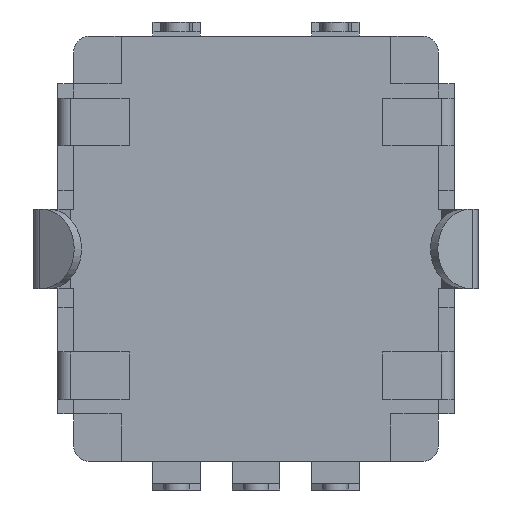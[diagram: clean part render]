
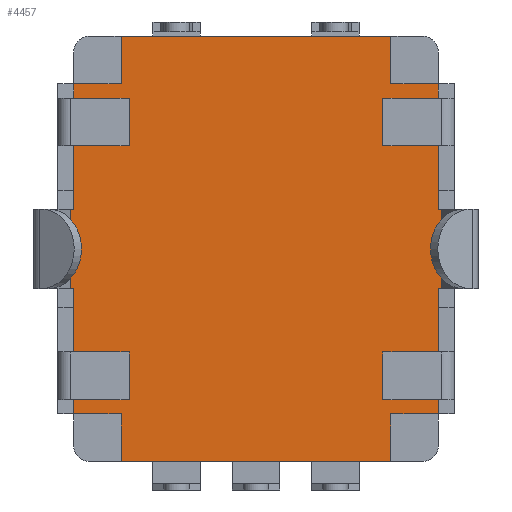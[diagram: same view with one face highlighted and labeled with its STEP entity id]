
A CAD part, front view. The second image highlights one B-rep face of the part: STEP entity #4457.
In plain terms, the highlighted planar face has unit normal (0, -1, 0).
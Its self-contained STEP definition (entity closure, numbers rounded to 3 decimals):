
#22=DIRECTION('',(0.,0.,-1.));
#23=VECTOR('',#22,0.45);
#24=CARTESIAN_POINT('',(-5.75,0.1,-4.75));
#25=LINE('',#24,#23);
#50=DIRECTION('',(-1.,0.,0.));
#51=VECTOR('',#50,1.75);
#52=CARTESIAN_POINT('',(-4.,0.1,-4.75));
#53=LINE('',#52,#51);
#226=DIRECTION('',(-1.,0.,0.));
#227=VECTOR('',#226,8.5);
#228=CARTESIAN_POINT('',(4.25,0.1,6.7));
#229=LINE('',#228,#227);
#258=DIRECTION('',(-1.,0.,0.));
#259=VECTOR('',#258,1.75);
#260=CARTESIAN_POINT('',(-4.,0.1,4.75));
#261=LINE('',#260,#259);
#262=DIRECTION('',(1.,0.,0.));
#263=VECTOR('',#262,1.5);
#264=CARTESIAN_POINT('',(-5.75,0.1,5.2));
#265=LINE('',#264,#263);
#266=DIRECTION('',(0.,0.,1.));
#267=VECTOR('',#266,1.5);
#268=CARTESIAN_POINT('',(-4.25,0.1,5.2));
#269=LINE('',#268,#267);
#270=DIRECTION('',(0.,0.,-1.));
#271=VECTOR('',#270,1.5);
#272=CARTESIAN_POINT('',(4.25,0.1,6.7));
#273=LINE('',#272,#271);
#274=DIRECTION('',(1.,0.,0.));
#275=VECTOR('',#274,1.5);
#276=CARTESIAN_POINT('',(4.25,0.1,5.2));
#277=LINE('',#276,#275);
#278=DIRECTION('',(1.,0.,0.));
#279=VECTOR('',#278,1.75);
#280=CARTESIAN_POINT('',(4.,0.1,3.25));
#281=LINE('',#280,#279);
#282=DIRECTION('',(1.,0.,0.));
#283=VECTOR('',#282,0.1);
#284=CARTESIAN_POINT('',(5.75,0.1,1.25));
#285=LINE('',#284,#283);
#286=DIRECTION('',(1.,0.,0.));
#287=VECTOR('',#286,1.75);
#288=CARTESIAN_POINT('',(4.,0.1,-4.75));
#289=LINE('',#288,#287);
#290=DIRECTION('',(-1.,0.,0.));
#291=VECTOR('',#290,1.5);
#292=CARTESIAN_POINT('',(5.75,0.1,-5.2));
#293=LINE('',#292,#291);
#294=DIRECTION('',(0.,0.,-1.));
#295=VECTOR('',#294,1.5);
#296=CARTESIAN_POINT('',(4.25,0.1,-5.2));
#297=LINE('',#296,#295);
#298=DIRECTION('',(0.,0.,1.));
#299=VECTOR('',#298,1.5);
#300=CARTESIAN_POINT('',(-4.25,0.1,-6.7));
#301=LINE('',#300,#299);
#302=DIRECTION('',(-1.,0.,0.));
#303=VECTOR('',#302,1.5);
#304=CARTESIAN_POINT('',(-4.25,0.1,-5.2));
#305=LINE('',#304,#303);
#306=DIRECTION('',(-1.,0.,0.));
#307=VECTOR('',#306,1.75);
#308=CARTESIAN_POINT('',(-4.,0.1,-3.25));
#309=LINE('',#308,#307);
#310=DIRECTION('',(-1.,0.,0.));
#311=VECTOR('',#310,0.1);
#312=CARTESIAN_POINT('',(-5.75,0.1,-1.25));
#313=LINE('',#312,#311);
#314=DIRECTION('',(0.,0.,1.));
#315=VECTOR('',#314,2.5);
#316=CARTESIAN_POINT('',(-5.85,0.1,-1.25));
#317=LINE('',#316,#315);
#326=DIRECTION('',(-1.,0.,0.));
#327=VECTOR('',#326,1.75);
#328=CARTESIAN_POINT('',(-4.,0.1,3.25));
#329=LINE('',#328,#327);
#330=DIRECTION('',(0.,0.,-1.));
#331=VECTOR('',#330,2.);
#332=CARTESIAN_POINT('',(-5.75,0.1,3.25));
#333=LINE('',#332,#331);
#354=DIRECTION('',(-1.,0.,0.));
#355=VECTOR('',#354,0.1);
#356=CARTESIAN_POINT('',(-5.75,0.1,1.25));
#357=LINE('',#356,#355);
#524=DIRECTION('',(0.,0.,-1.));
#525=VECTOR('',#524,0.45);
#526=CARTESIAN_POINT('',(-5.75,0.1,5.2));
#527=LINE('',#526,#525);
#528=DIRECTION('',(0.,0.,-1.));
#529=VECTOR('',#528,1.5);
#530=CARTESIAN_POINT('',(-4.,0.1,4.75));
#531=LINE('',#530,#529);
#668=DIRECTION('',(0.,0.,-1.));
#669=VECTOR('',#668,2.);
#670=CARTESIAN_POINT('',(-5.75,0.1,-1.25));
#671=LINE('',#670,#669);
#672=DIRECTION('',(0.,0.,-1.));
#673=VECTOR('',#672,1.5);
#674=CARTESIAN_POINT('',(-4.,0.1,-3.25));
#675=LINE('',#674,#673);
#726=DIRECTION('',(0.,0.,1.));
#727=VECTOR('',#726,0.45);
#728=CARTESIAN_POINT('',(5.75,0.1,4.75));
#729=LINE('',#728,#727);
#758=DIRECTION('',(1.,0.,0.));
#759=VECTOR('',#758,1.75);
#760=CARTESIAN_POINT('',(4.,0.1,4.75));
#761=LINE('',#760,#759);
#873=DIRECTION('',(0.,0.,1.));
#874=VECTOR('',#873,0.45);
#875=CARTESIAN_POINT('',(5.75,0.1,-5.2));
#876=LINE('',#875,#874);
#877=DIRECTION('',(0.,0.,1.));
#878=VECTOR('',#877,1.5);
#879=CARTESIAN_POINT('',(4.,0.1,-4.75));
#880=LINE('',#879,#878);
#893=DIRECTION('',(1.,0.,0.));
#894=VECTOR('',#893,1.75);
#895=CARTESIAN_POINT('',(4.,0.1,-3.25));
#896=LINE('',#895,#894);
#897=DIRECTION('',(0.,0.,1.));
#898=VECTOR('',#897,2.);
#899=CARTESIAN_POINT('',(5.75,0.1,-3.25));
#900=LINE('',#899,#898);
#921=DIRECTION('',(1.,0.,0.));
#922=VECTOR('',#921,0.1);
#923=CARTESIAN_POINT('',(5.75,0.1,-1.25));
#924=LINE('',#923,#922);
#1033=DIRECTION('',(0.,0.,1.));
#1034=VECTOR('',#1033,2.5);
#1035=CARTESIAN_POINT('',(5.85,0.1,-1.25));
#1036=LINE('',#1035,#1034);
#1107=DIRECTION('',(0.,0.,1.));
#1108=VECTOR('',#1107,2.);
#1109=CARTESIAN_POINT('',(5.75,0.1,1.25));
#1110=LINE('',#1109,#1108);
#1111=DIRECTION('',(0.,0.,1.));
#1112=VECTOR('',#1111,1.5);
#1113=CARTESIAN_POINT('',(4.,0.1,3.25));
#1114=LINE('',#1113,#1112);
#1186=DIRECTION('',(1.,0.,0.));
#1187=VECTOR('',#1186,8.5);
#1188=CARTESIAN_POINT('',(-4.25,0.1,-6.7));
#1189=LINE('',#1188,#1187);
#3396=CARTESIAN_POINT('',(-5.75,0.1,-5.2));
#3397=VERTEX_POINT('',#3396);
#3398=CARTESIAN_POINT('',(-4.25,0.1,-5.2));
#3399=VERTEX_POINT('',#3398);
#3400=CARTESIAN_POINT('',(-5.75,0.1,3.25));
#3402=VERTEX_POINT('',#3400);
#3404=CARTESIAN_POINT('',(-5.75,0.1,1.25));
#3405=VERTEX_POINT('',#3404);
#3414=CARTESIAN_POINT('',(-5.75,0.1,4.75));
#3416=VERTEX_POINT('',#3414);
#3426=CARTESIAN_POINT('',(-5.75,0.1,5.2));
#3427=VERTEX_POINT('',#3426);
#3428=CARTESIAN_POINT('',(-5.75,0.1,-4.75));
#3430=VERTEX_POINT('',#3428);
#3440=CARTESIAN_POINT('',(-5.75,0.1,-3.25));
#3442=VERTEX_POINT('',#3440);
#3452=CARTESIAN_POINT('',(-5.75,0.1,-1.25));
#3453=VERTEX_POINT('',#3452);
#3456=CARTESIAN_POINT('',(-4.,0.1,3.25));
#3457=VERTEX_POINT('',#3456);
#3536=CARTESIAN_POINT('',(-5.85,0.1,1.25));
#3537=VERTEX_POINT('',#3536);
#3553=CARTESIAN_POINT('',(5.85,0.1,1.25));
#3555=VERTEX_POINT('',#3553);
#3556=CARTESIAN_POINT('',(5.75,0.1,1.25));
#3557=VERTEX_POINT('',#3556);
#3576=CARTESIAN_POINT('',(-4.,0.1,4.75));
#3577=VERTEX_POINT('',#3576);
#3578=CARTESIAN_POINT('',(-4.25,0.1,5.2));
#3579=VERTEX_POINT('',#3578);
#3580=CARTESIAN_POINT('',(-4.25,0.1,6.7));
#3581=VERTEX_POINT('',#3580);
#3582=CARTESIAN_POINT('',(4.25,0.1,6.7));
#3583=VERTEX_POINT('',#3582);
#3584=CARTESIAN_POINT('',(4.25,0.1,5.2));
#3585=VERTEX_POINT('',#3584);
#3586=CARTESIAN_POINT('',(5.75,0.1,5.2));
#3587=VERTEX_POINT('',#3586);
#3588=CARTESIAN_POINT('',(5.75,0.1,4.75));
#3589=VERTEX_POINT('',#3588);
#3590=CARTESIAN_POINT('',(4.,0.1,4.75));
#3591=VERTEX_POINT('',#3590);
#3592=CARTESIAN_POINT('',(4.,0.1,3.25));
#3593=VERTEX_POINT('',#3592);
#3594=CARTESIAN_POINT('',(5.75,0.1,3.25));
#3595=VERTEX_POINT('',#3594);
#3596=CARTESIAN_POINT('',(5.85,0.1,-1.25));
#3597=VERTEX_POINT('',#3596);
#3598=CARTESIAN_POINT('',(5.75,0.1,-1.25));
#3599=VERTEX_POINT('',#3598);
#3600=CARTESIAN_POINT('',(5.75,0.1,-3.25));
#3601=VERTEX_POINT('',#3600);
#3602=CARTESIAN_POINT('',(4.,0.1,-3.25));
#3603=VERTEX_POINT('',#3602);
#3604=CARTESIAN_POINT('',(4.,0.1,-4.75));
#3605=VERTEX_POINT('',#3604);
#3606=CARTESIAN_POINT('',(5.75,0.1,-4.75));
#3607=VERTEX_POINT('',#3606);
#3608=CARTESIAN_POINT('',(5.75,0.1,-5.2));
#3609=VERTEX_POINT('',#3608);
#3610=CARTESIAN_POINT('',(4.25,0.1,-5.2));
#3611=VERTEX_POINT('',#3610);
#3612=CARTESIAN_POINT('',(4.25,0.1,-6.7));
#3613=VERTEX_POINT('',#3612);
#3614=CARTESIAN_POINT('',(-4.25,0.1,-6.7));
#3615=VERTEX_POINT('',#3614);
#3616=CARTESIAN_POINT('',(-4.,0.1,-4.75));
#3617=VERTEX_POINT('',#3616);
#3618=CARTESIAN_POINT('',(-4.,0.1,-3.25));
#3619=VERTEX_POINT('',#3618);
#3620=CARTESIAN_POINT('',(-5.85,0.1,-1.25));
#3621=VERTEX_POINT('',#3620);
#4382=CARTESIAN_POINT('',(0.,0.1,0.));
#4383=DIRECTION('',(0.,-1.,0.));
#4384=DIRECTION('',(1.,0.,0.));
#4385=AXIS2_PLACEMENT_3D('',#4382,#4383,#4384);
#4386=PLANE('',#4385);
#4388=ORIENTED_EDGE('',*,*,#4387,.F.);
#4390=ORIENTED_EDGE('',*,*,#4389,.F.);
#4392=ORIENTED_EDGE('',*,*,#4391,.T.);
#4394=ORIENTED_EDGE('',*,*,#4393,.F.);
#4396=ORIENTED_EDGE('',*,*,#4395,.T.);
#4398=ORIENTED_EDGE('',*,*,#4397,.T.);
#4399=ORIENTED_EDGE('',*,*,#4345,.F.);
#4401=ORIENTED_EDGE('',*,*,#4400,.T.);
#4403=ORIENTED_EDGE('',*,*,#4402,.T.);
#4405=ORIENTED_EDGE('',*,*,#4404,.F.);
#4407=ORIENTED_EDGE('',*,*,#4406,.F.);
#4409=ORIENTED_EDGE('',*,*,#4408,.F.);
#4411=ORIENTED_EDGE('',*,*,#4410,.T.);
#4413=ORIENTED_EDGE('',*,*,#4412,.F.);
#4415=ORIENTED_EDGE('',*,*,#4414,.T.);
#4417=ORIENTED_EDGE('',*,*,#4416,.F.);
#4419=ORIENTED_EDGE('',*,*,#4418,.F.);
#4421=ORIENTED_EDGE('',*,*,#4420,.F.);
#4423=ORIENTED_EDGE('',*,*,#4422,.F.);
#4425=ORIENTED_EDGE('',*,*,#4424,.F.);
#4427=ORIENTED_EDGE('',*,*,#4426,.T.);
#4429=ORIENTED_EDGE('',*,*,#4428,.F.);
#4431=ORIENTED_EDGE('',*,*,#4430,.T.);
#4433=ORIENTED_EDGE('',*,*,#4432,.T.);
#4435=ORIENTED_EDGE('',*,*,#4434,.F.);
#4437=ORIENTED_EDGE('',*,*,#4436,.T.);
#4438=ORIENTED_EDGE('',*,*,#4132,.T.);
#4439=ORIENTED_EDGE('',*,*,#4146,.F.);
#4440=ORIENTED_EDGE('',*,*,#4173,.F.);
#4442=ORIENTED_EDGE('',*,*,#4441,.F.);
#4444=ORIENTED_EDGE('',*,*,#4443,.T.);
#4446=ORIENTED_EDGE('',*,*,#4445,.F.);
#4448=ORIENTED_EDGE('',*,*,#4447,.T.);
#4450=ORIENTED_EDGE('',*,*,#4449,.T.);
#4452=ORIENTED_EDGE('',*,*,#4451,.F.);
#4454=ORIENTED_EDGE('',*,*,#4453,.F.);
#4455=EDGE_LOOP('',(#4388,#4390,#4392,#4394,#4396,#4398,#4399,#4401,#4403,#4405,
#4407,#4409,#4411,#4413,#4415,#4417,#4419,#4421,#4423,#4425,#4427,#4429,#4431,
#4433,#4435,#4437,#4438,#4439,#4440,#4442,#4444,#4446,#4448,#4450,#4452,#4454));
#4456=FACE_OUTER_BOUND('',#4455,.F.);
#4457=ADVANCED_FACE('',(#4456),#4386,.T.);
#4132=EDGE_CURVE('',#3399,#3397,#305,.T.);
#4146=EDGE_CURVE('',#3430,#3397,#25,.T.);
#4173=EDGE_CURVE('',#3617,#3430,#53,.T.);
#4345=EDGE_CURVE('',#3583,#3581,#229,.T.);
#4387=EDGE_CURVE('',#3457,#3402,#329,.T.);
#4389=EDGE_CURVE('',#3577,#3457,#531,.T.);
#4391=EDGE_CURVE('',#3577,#3416,#261,.T.);
#4393=EDGE_CURVE('',#3427,#3416,#527,.T.);
#4395=EDGE_CURVE('',#3427,#3579,#265,.T.);
#4397=EDGE_CURVE('',#3579,#3581,#269,.T.);
#4400=EDGE_CURVE('',#3583,#3585,#273,.T.);
#4402=EDGE_CURVE('',#3585,#3587,#277,.T.);
#4404=EDGE_CURVE('',#3589,#3587,#729,.T.);
#4406=EDGE_CURVE('',#3591,#3589,#761,.T.);
#4408=EDGE_CURVE('',#3593,#3591,#1114,.T.);
#4410=EDGE_CURVE('',#3593,#3595,#281,.T.);
#4412=EDGE_CURVE('',#3557,#3595,#1110,.T.);
#4414=EDGE_CURVE('',#3557,#3555,#285,.T.);
#4416=EDGE_CURVE('',#3597,#3555,#1036,.T.);
#4418=EDGE_CURVE('',#3599,#3597,#924,.T.);
#4420=EDGE_CURVE('',#3601,#3599,#900,.T.);
#4422=EDGE_CURVE('',#3603,#3601,#896,.T.);
#4424=EDGE_CURVE('',#3605,#3603,#880,.T.);
#4426=EDGE_CURVE('',#3605,#3607,#289,.T.);
#4428=EDGE_CURVE('',#3609,#3607,#876,.T.);
#4430=EDGE_CURVE('',#3609,#3611,#293,.T.);
#4432=EDGE_CURVE('',#3611,#3613,#297,.T.);
#4434=EDGE_CURVE('',#3615,#3613,#1189,.T.);
#4436=EDGE_CURVE('',#3615,#3399,#301,.T.);
#4441=EDGE_CURVE('',#3619,#3617,#675,.T.);
#4443=EDGE_CURVE('',#3619,#3442,#309,.T.);
#4445=EDGE_CURVE('',#3453,#3442,#671,.T.);
#4447=EDGE_CURVE('',#3453,#3621,#313,.T.);
#4449=EDGE_CURVE('',#3621,#3537,#317,.T.);
#4451=EDGE_CURVE('',#3405,#3537,#357,.T.);
#4453=EDGE_CURVE('',#3402,#3405,#333,.T.);
